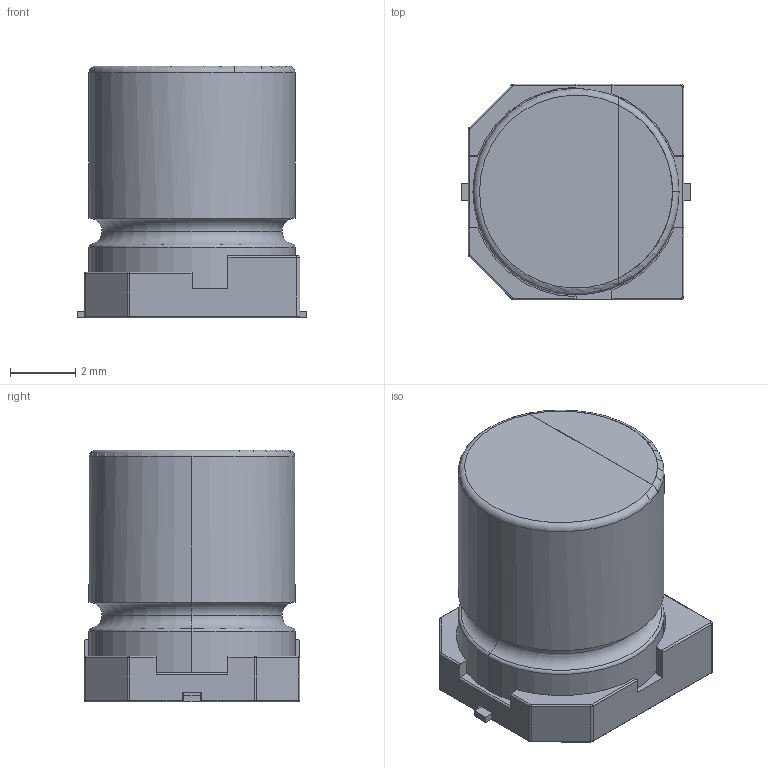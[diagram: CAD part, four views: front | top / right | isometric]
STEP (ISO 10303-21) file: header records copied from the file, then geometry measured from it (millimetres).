
FILE_DESCRIPTION (( 'STEP AP214' ), '1' );
FILE_NAME ('CAP-SMD_BD6.3-L6.6-W6.6-H7.7.step', '2022-07-01T06:27:31', ( '' ), ( '' ), 'SwSTEP 2.0', 'SolidWorks 2020', '' );
FILE_SCHEMA (( 'AUTOMOTIVE_DESIGN' ));
Length unit declared in the file: millimetre
Products named in the file (1): CAP-SMD_BD6.3-L6.6-W6.6-H7.7
Bounding box: 7 x 6.6 x 7.7 mm (x, y, z)
Volume: 251 mm3; surface area: 279.7 mm2
Topology: 1 solids, 1 shells, 343 faces, 908 edges, 593 vertices
Faces by surface type: plane 175, bspline 98, cylinder 49, torus 21
Entity records: 13969 total; most frequent: CARTESIAN_POINT 3171, ORIENTED_EDGE 1816, DIRECTION 1323, EDGE_CURVE 908, VERTEX_POINT 593, VECTOR 577, LINE 577, AXIS2_PLACEMENT_3D 373
